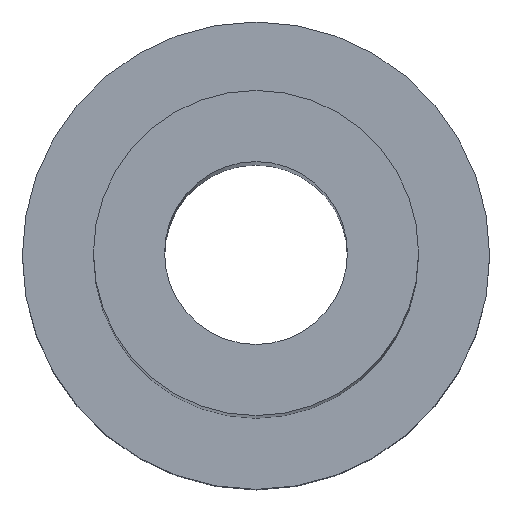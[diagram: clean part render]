
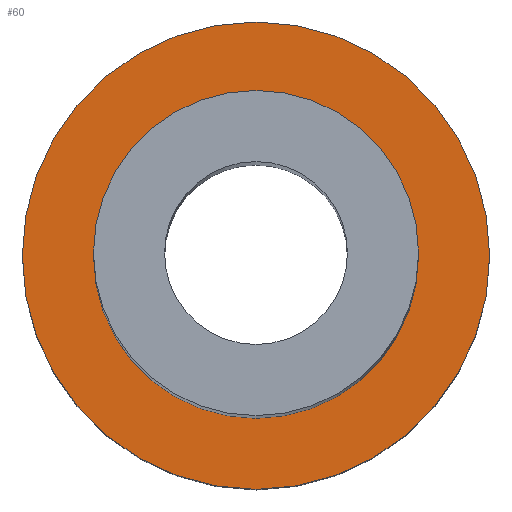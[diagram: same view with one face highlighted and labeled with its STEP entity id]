
A CAD part, top view. The second image highlights one B-rep face of the part: STEP entity #60.
In plain terms, the highlighted planar face has unit normal (0, 0, 1).
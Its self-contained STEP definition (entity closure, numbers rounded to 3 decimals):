
#52=EDGE_CURVE('240[2]',#112,#112,#113,.T.);
#60=ADVANCED_FACE('240[2]',(#124,#125),#126,.T.);
#67=EDGE_CURVE('240[2]',#136,#136,#137,.T.);
#112=VERTEX_POINT('',#182);
#113=CIRCLE('',#183,11.5);
#124=FACE_OUTER_BOUND('',#197,.T.);
#125=FACE_BOUND('',#198,.T.);
#126=PLANE('',#199);
#136=VERTEX_POINT('',#212);
#137=CIRCLE('',#213,8.);
#182=CARTESIAN_POINT('',(0.,11.5,25.0));
#183=AXIS2_PLACEMENT_3D('',#250,#251,#252);
#197=EDGE_LOOP('',(#263));
#198=EDGE_LOOP('',(#264));
#199=AXIS2_PLACEMENT_3D('',#265,#266,#267);
#212=CARTESIAN_POINT('',(0.,8.,25.0));
#213=AXIS2_PLACEMENT_3D('',#277,#278,#279);
#250=CARTESIAN_POINT('',(0.,0.,25.0));
#251=DIRECTION('',(0.,0.,-1.0));
#252=DIRECTION('',(0.,1.0,0.));
#263=ORIENTED_EDGE('',*,*,#52,.F.);
#264=ORIENTED_EDGE('',*,*,#67,.T.);
#265=CARTESIAN_POINT('',(0.,9.75,25.0));
#266=DIRECTION('',(0.,0.,1.0));
#267=DIRECTION('',(0.,-1.0,0.));
#277=CARTESIAN_POINT('',(0.,0.,25.0));
#278=DIRECTION('',(0.,0.,-1.0));
#279=DIRECTION('',(0.,1.0,0.));
